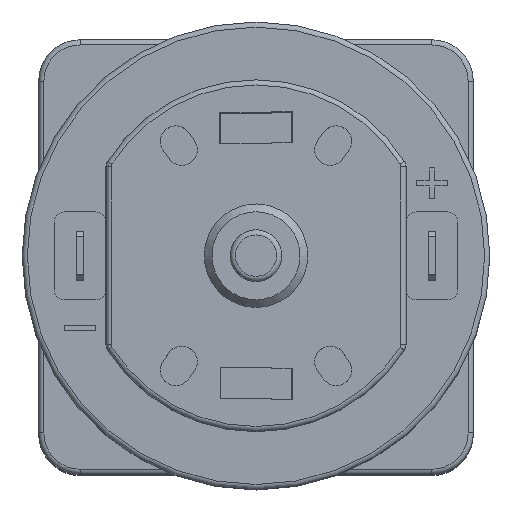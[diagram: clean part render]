
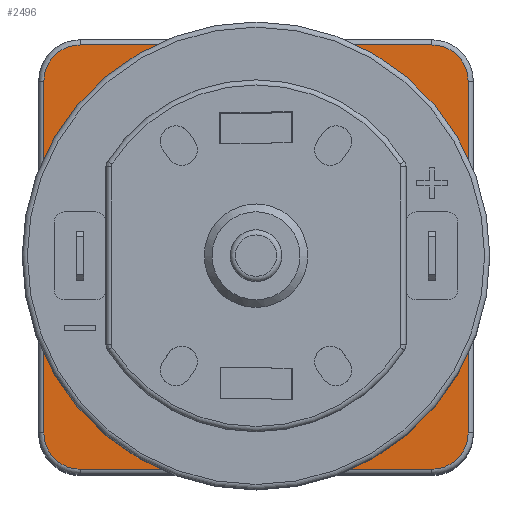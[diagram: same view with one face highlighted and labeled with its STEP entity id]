
A CAD part, top view. The second image highlights one B-rep face of the part: STEP entity #2496.
In plain terms, the highlighted planar face has unit normal (0, 0, 1).
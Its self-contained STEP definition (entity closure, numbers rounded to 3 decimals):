
#1159=LINE('',#13773,#1826);
#1160=LINE('',#13781,#1827);
#1162=LINE('',#13793,#1829);
#1177=LINE('',#13845,#1844);
#1826=VECTOR('',#10914,1.);
#1827=VECTOR('',#10925,1.);
#1829=VECTOR('',#10939,1.);
#1844=VECTOR('',#10998,1.);
#2496=ADVANCED_FACE('',(#3261,#3262,#3263,#3264),#2968,.T.);
#2968=PLANE('',#9482);
#3261=FACE_BOUND('',#3678,.T.);
#3262=FACE_BOUND('',#3679,.T.);
#3263=FACE_BOUND('',#3680,.T.);
#3264=FACE_BOUND('',#3681,.T.);
#3678=EDGE_LOOP('',(#4885,#4886,#4887,#4888,#4889,#4890,#4891,#4892));
#3679=EDGE_LOOP('',(#4893));
#3680=EDGE_LOOP('',(#4894));
#3681=EDGE_LOOP('',(#4895));
#4885=ORIENTED_EDGE('',*,*,#7800,.T.);
#4886=ORIENTED_EDGE('',*,*,#7779,.T.);
#4887=ORIENTED_EDGE('',*,*,#7774,.T.);
#4888=ORIENTED_EDGE('',*,*,#7771,.T.);
#4889=ORIENTED_EDGE('',*,*,#7768,.T.);
#4890=ORIENTED_EDGE('',*,*,#7767,.T.);
#4891=ORIENTED_EDGE('',*,*,#7764,.T.);
#4892=ORIENTED_EDGE('',*,*,#7761,.T.);
#4893=ORIENTED_EDGE('',*,*,#7802,.T.);
#4894=ORIENTED_EDGE('',*,*,#7803,.T.);
#4895=ORIENTED_EDGE('',*,*,#7801,.T.);
#6825=VERTEX_POINT('',#13761);
#6828=VERTEX_POINT('',#13766);
#6829=VERTEX_POINT('',#13770);
#6832=VERTEX_POINT('',#13777);
#6833=VERTEX_POINT('',#13782);
#6835=VERTEX_POINT('',#13788);
#6837=VERTEX_POINT('',#13794);
#6839=VERTEX_POINT('',#13800);
#6852=VERTEX_POINT('',#13848);
#6853=VERTEX_POINT('',#13851);
#6854=VERTEX_POINT('',#13853);
#7761=EDGE_CURVE('',#6825,#6828,#8792,.T.);
#7764=EDGE_CURVE('',#6829,#6825,#1159,.T.);
#7767=EDGE_CURVE('',#6832,#6829,#8796,.T.);
#7768=EDGE_CURVE('',#6833,#6832,#1160,.T.);
#7771=EDGE_CURVE('',#6835,#6833,#8798,.T.);
#7774=EDGE_CURVE('',#6837,#6835,#1162,.T.);
#7779=EDGE_CURVE('',#6839,#6837,#8804,.T.);
#7800=EDGE_CURVE('',#6828,#6839,#1177,.T.);
#7801=EDGE_CURVE('',#6852,#6852,#8812,.T.);
#7802=EDGE_CURVE('',#6853,#6853,#8813,.T.);
#7803=EDGE_CURVE('',#6854,#6854,#8814,.T.);
#8792=CIRCLE('',#9441,3.5);
#8796=CIRCLE('',#9447,3.5);
#8798=CIRCLE('',#9451,3.5);
#8804=CIRCLE('',#9459,3.5);
#8812=CIRCLE('',#9478,2.);
#8813=CIRCLE('',#9480,9.325);
#8814=CIRCLE('',#9481,2.);
#9441=AXIS2_PLACEMENT_3D('',#13767,#10907,#10908);
#9447=AXIS2_PLACEMENT_3D('',#13779,#10921,#10922);
#9451=AXIS2_PLACEMENT_3D('',#13787,#10931,#10932);
#9459=AXIS2_PLACEMENT_3D('',#13803,#10949,#10950);
#9478=AXIS2_PLACEMENT_3D('',#13847,#11001,#11002);
#9480=AXIS2_PLACEMENT_3D('',#13850,#11005,#11006);
#9481=AXIS2_PLACEMENT_3D('',#13852,#11007,#11008);
#9482=AXIS2_PLACEMENT_3D('',#13854,#11009,#11010);
#10907=DIRECTION('',(0.,0.,1.));
#10908=DIRECTION('',(1.,0.,0.));
#10914=DIRECTION('',(0.,-1.,0.));
#10921=DIRECTION('',(0.,0.,1.));
#10922=DIRECTION('',(1.,0.,0.));
#10925=DIRECTION('',(-1.,0.,0.));
#10931=DIRECTION('',(0.,0.,1.));
#10932=DIRECTION('',(1.,0.,0.));
#10939=DIRECTION('',(0.,1.,0.));
#10949=DIRECTION('',(0.,0.,1.));
#10950=DIRECTION('',(1.,0.,0.));
#10998=DIRECTION('',(1.,0.,0.));
#11001=DIRECTION('',(0.,0.,-1.));
#11002=DIRECTION('',(-1.,0.,0.));
#11005=DIRECTION('',(0.,0.,-1.));
#11006=DIRECTION('',(1.,0.,0.));
#11007=DIRECTION('',(0.,0.,-1.));
#11008=DIRECTION('',(1.,0.,0.));
#11009=DIRECTION('',(0.,0.,1.));
#11010=DIRECTION('',(1.,0.,0.));
#13761=CARTESIAN_POINT('',(-1.,2.5,37.5));
#13766=CARTESIAN_POINT('',(2.5,-1.,37.5));
#13767=CARTESIAN_POINT('',(2.5,2.5,37.5));
#13770=CARTESIAN_POINT('',(-1.,36.5,37.5));
#13773=CARTESIAN_POINT('',(-1.,19.5,37.5));
#13777=CARTESIAN_POINT('',(2.5,40.,37.5));
#13779=CARTESIAN_POINT('',(2.5,36.5,37.5));
#13781=CARTESIAN_POINT('',(19.5,40.,37.5));
#13782=CARTESIAN_POINT('',(36.5,40.,37.5));
#13787=CARTESIAN_POINT('',(36.5,36.5,37.5));
#13788=CARTESIAN_POINT('',(40.,36.5,37.5));
#13793=CARTESIAN_POINT('',(40.,19.5,37.5));
#13794=CARTESIAN_POINT('',(40.,2.5,37.5));
#13800=CARTESIAN_POINT('',(36.5,-1.,37.5));
#13803=CARTESIAN_POINT('',(36.5,2.5,37.5));
#13845=CARTESIAN_POINT('',(19.5,-1.,37.5));
#13847=CARTESIAN_POINT('',(19.5,34.,37.5));
#13848=CARTESIAN_POINT('',(17.5,34.,37.5));
#13850=CARTESIAN_POINT('',(19.5,19.5,37.5));
#13851=CARTESIAN_POINT('',(28.825,19.5,37.5));
#13852=CARTESIAN_POINT('',(19.5,5.,37.5));
#13853=CARTESIAN_POINT('',(21.5,5.,37.5));
#13854=CARTESIAN_POINT('',(19.5,19.5,37.5));
